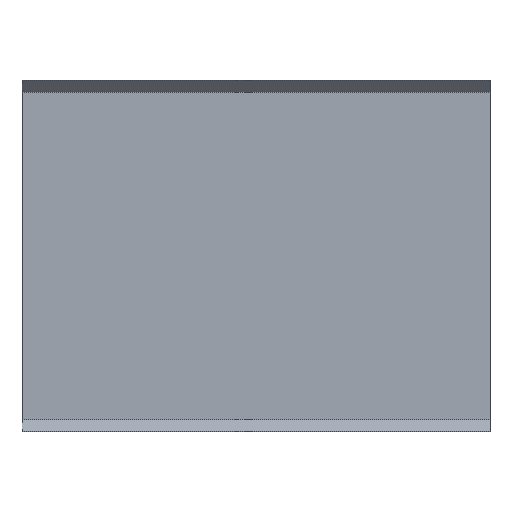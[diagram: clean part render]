
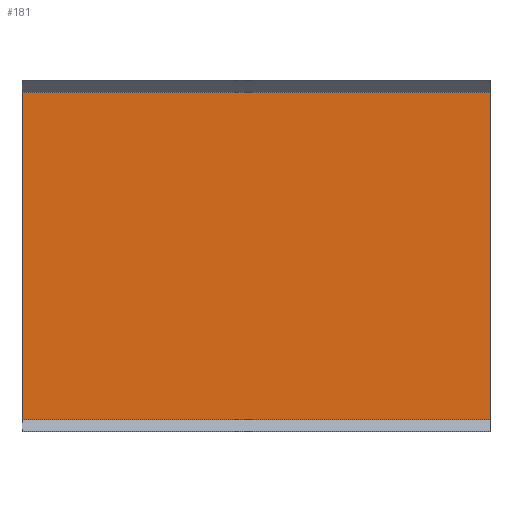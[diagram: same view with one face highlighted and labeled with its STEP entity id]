
A CAD part, top view. The second image highlights one B-rep face of the part: STEP entity #181.
In plain terms, the highlighted planar face has unit normal (0, 0, 1).
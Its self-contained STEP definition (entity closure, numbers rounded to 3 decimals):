
#9 = VERTEX_POINT ( 'NONE', #31 ) ;
#13 = EDGE_CURVE ( 'NONE', #165, #94, #72, .T. ) ;
#19 = CARTESIAN_POINT ( 'NONE',  ( 100., 70., 15. ) ) ;
#20 = CARTESIAN_POINT ( 'NONE',  ( -100., 70., 15. ) ) ;
#23 = EDGE_LOOP ( 'NONE', ( #123, #47, #204, #226 ) ) ;
#31 = CARTESIAN_POINT ( 'NONE',  ( -100., -70., 15. ) ) ;
#32 = PLANE ( 'NONE',  #51 ) ;
#36 = VECTOR ( 'NONE', #168, 1000. ) ;
#47 = ORIENTED_EDGE ( 'NONE', *, *, #13, .F. ) ;
#48 = EDGE_CURVE ( 'NONE', #128, #94, #66, .T. ) ;
#51 = AXIS2_PLACEMENT_3D ( 'NONE', #20, #230, #54 ) ;
#54 = DIRECTION ( 'NONE',  ( 0., 1., 0. ) ) ;
#66 = LINE ( 'NONE', #152, #238 ) ;
#67 = EDGE_CURVE ( 'NONE', #9, #128, #184, .T. ) ;
#72 = LINE ( 'NONE', #248, #36 ) ;
#77 = CARTESIAN_POINT ( 'NONE',  ( -100., 70., 15. ) ) ;
#82 = LINE ( 'NONE', #171, #176 ) ;
#94 = VERTEX_POINT ( 'NONE', #19 ) ;
#101 = VECTOR ( 'NONE', #129, 1000. ) ;
#123 = ORIENTED_EDGE ( 'NONE', *, *, #48, .T. ) ;
#128 = VERTEX_POINT ( 'NONE', #138 ) ;
#129 = DIRECTION ( 'NONE',  ( 1., 0., 0. ) ) ;
#138 = CARTESIAN_POINT ( 'NONE',  ( 100., -70., 15. ) ) ;
#148 = DIRECTION ( 'NONE',  ( 0., 1., 0. ) ) ;
#152 = CARTESIAN_POINT ( 'NONE',  ( 100., 70., 15. ) ) ;
#165 = VERTEX_POINT ( 'NONE', #77 ) ;
#168 = DIRECTION ( 'NONE',  ( 1., 0., 0. ) ) ;
#171 = CARTESIAN_POINT ( 'NONE',  ( -100., 70., 15. ) ) ;
#175 = EDGE_CURVE ( 'NONE', #9, #165, #82, .T. ) ;
#176 = VECTOR ( 'NONE', #200, 1000. ) ;
#181 = ADVANCED_FACE ( 'NONE', ( #260 ), #32, .F. ) ;
#184 = LINE ( 'NONE', #223, #101 ) ;
#200 = DIRECTION ( 'NONE',  ( 0., 1., 0. ) ) ;
#204 = ORIENTED_EDGE ( 'NONE', *, *, #175, .F. ) ;
#223 = CARTESIAN_POINT ( 'NONE',  ( -100., -70., 15. ) ) ;
#226 = ORIENTED_EDGE ( 'NONE', *, *, #67, .T. ) ;
#230 = DIRECTION ( 'NONE',  ( 0., 0., -1. ) ) ;
#238 = VECTOR ( 'NONE', #148, 1000. ) ;
#248 = CARTESIAN_POINT ( 'NONE',  ( -100., 70., 15. ) ) ;
#260 = FACE_OUTER_BOUND ( 'NONE', #23, .T. ) ;
